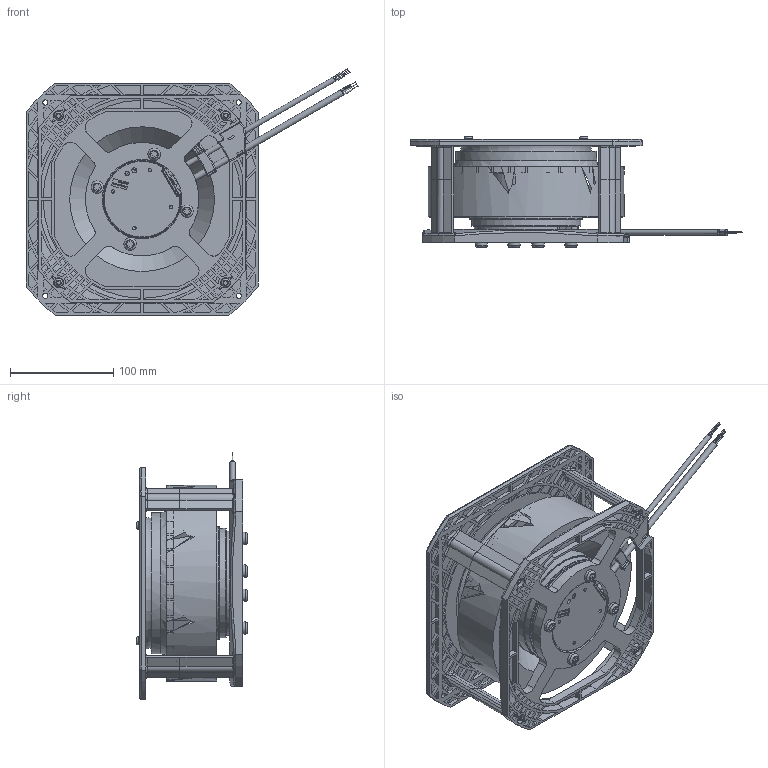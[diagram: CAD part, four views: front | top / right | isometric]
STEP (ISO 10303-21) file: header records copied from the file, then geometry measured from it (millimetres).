
FILE_DESCRIPTION (( 'STEP AP214' ), '1' );
FILE_NAME ('GTM019FUG09R (FOR «È¤á).STEP', '2022-11-03T09:42:42', ( '' ), ( '' ), 'SwSTEP 2.0', 'SolidWorks 2020', '' );
FILE_SCHEMA (( 'AUTOMOTIVE_DESIGN' ));
Length unit declared in the file: millimetre
Products named in the file (36): M3-screw_5L; 85W cable_170W; OD55 cable cover 170W; wave_spring_608用現品; TORX_M4_L65; OD55 Si-steel_all-(insert)_for BMC_170W BMC 部分; 3816813700 (GTB019 170W ROTOR ASSY)_給客戶; 4102129600 (190 FRAME TOP); GTM019FUG09R (FOR 客戶); 608ZZ_bearing; GTM019_Frame_019+170W; 4102129500 (019+170W FRAME BOTTOM); CABLE_COVER 4101601400change; 墊環_卡扣6.3; OD55 ¾TPillow_for BMC_170W ¾TPILLOW+BMC; 170W定子組; OD55 170W CAP²Õ; OD55 Si-steel_all-(insert)_for BMC_170W 繞線定子; 170W 散熱片; SCREW-M6_12; GTB019-170W G3 impAssy_CASE ASSY 3329098800; 墊環_卡扣5.3; 4103282800 (GTB019 170W扇葉)_給客戶; 防水蓋NN; 防水隔片; 防水墊片; O-ring_4.8-1.9; O-ring_5-2; TORX_M4_L6; OD55 磁石_34.4; OD55_CAP (170W_)N3_TEMP1_170W (無絕緣); M5 內六角_10; GTB019-170W G3 impAssy_給客戶; snap ring_開; 3323299500 (019導風圈 金屬)
Assembly tree (39 placements, depth 4):
  wave_spring_608用現品
  OD55 Si-steel_all-(insert)_for BMC_170W BMC 部分
  GTM019FUG09R (FOR 客戶)
    OD55 170W CAP²Õ
      OD55_CAP (170W_)N3_TEMP1_170W (無絕緣)
      170W 散熱片
      M5 內六角_10  x3
      M3-screw_5L  x2
      OD55 cable cover 170W
      85W cable_170W
      M3-screw_5L
      墊環_卡扣6.3
      墊環_卡扣5.3
      O-ring_5-2
      O-ring_4.8-1.9
      CABLE_COVER 4101601400change
    170W定子組
      OD55 ¾TPillow_for BMC_170W ¾TPILLOW+BMC
      防水墊片
    GTM019_Frame_019+170W
      4102129600 (190 FRAME TOP)
      4102129500 (019+170W FRAME BOTTOM)
      TORX_M4_L6  x4
      3323299500 (019導風圈 金屬)
      TORX_M4_L65  x4
      SCREW-M6_12  x4
    3816813700 (GTB019 170W ROTOR ASSY)_給客戶
      4103282800 (GTB019 170W扇葉)_給客戶
        GTB019-170W G3 impAssy_CASE ASSY 3329098800
        GTB019-170W G3 impAssy_給客戶
  608ZZ_bearing
  OD55 Si-steel_all-(insert)_for BMC_170W 繞線定子
Bounding box: 321.76 x 107.4 x 238.9 mm (x, y, z)
Volume: 1387212.1 mm3; surface area: 490156.5 mm2
Topology: 37 solids, 37 shells, 4872 faces, 12630 edges, 8158 vertices
Faces by surface type: plane 2275, cylinder 1347, bspline 775, torus 245, cone 207, sphere 23
Full cylindrical faces by diameter (mm): 0.5 x4, 0.9 x7, 1.5 x2, 2.1 x2, 2.4 x3, 2.5 x6, 2.6 x8, 3 x2, 3.2 x8, 3.3 x6, 3.9 x3, 4 x11, 4.2 x4, 4.5 x8, 4.6 x4, 4.8 x1, 5 x13, 5.3 x5, 5.4 x3, 5.8 x4, 6 x24, 6.2 x2, 7 x4, 7.2 x3, 7.4 x3, 8 x10, 8.5 x3, 9.2 x3, 10 x4, 12 x4
Entity records: 190497 total; most frequent: CARTESIAN_POINT 85051, ORIENTED_EDGE 22826, DIRECTION 19057, EDGE_CURVE 11413, VERTEX_POINT 7539, AXIS2_PLACEMENT_3D 6735, VECTOR 5587, LINE 5587
